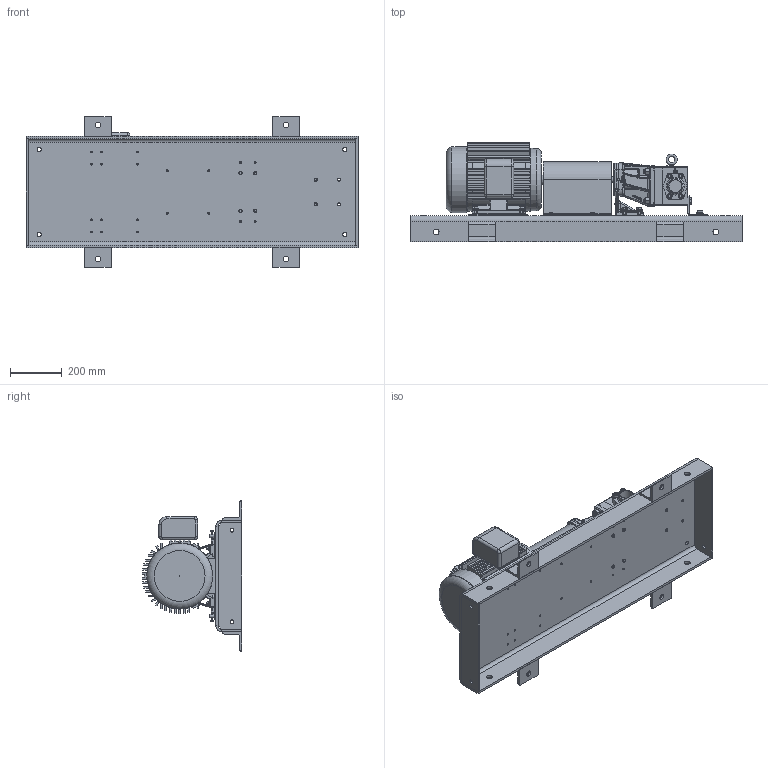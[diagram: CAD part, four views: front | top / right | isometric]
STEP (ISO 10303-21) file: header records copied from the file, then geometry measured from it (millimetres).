
FILE_DESCRIPTION (( 'STEP AP214' ), '1' );
FILE_NAME ('GPV-1013-013-U.STEP', '2016-09-29T13:39:20', ( '' ), ( '' ), 'SwSTEP 2.0', 'SolidWorks 2015', '' );
FILE_SCHEMA (( 'AUTOMOTIVE_DESIGN' ));
Length unit declared in the file: inch
Products named in the file (1): GPV-1013-013-U
Bounding box: 1289.05 x 387.09 x 584.2 mm (x, y, z)
Volume: 34772838.7 mm3; surface area: 4070280.9 mm2
Topology: 118 solids, 118 shells, 4039 faces, 9687 edges, 6161 vertices
Faces by surface type: plane 2334, cylinder 770, cone 470, bspline 386, torus 49, sphere 30
Full cylindrical faces by diameter (mm): 0.496 x1, 5.105 x8, 6.35 x44, 6.528 x12, 7.925 x24, 7.937 x7, 7.938 x1, 7.95 x32, 8.731 x8, 10.439 x8, 10.716 x20, 12.7 x32, 13.487 x14, 14.275 x6, 14.287 x4, 14.288 x4, 15.681 x4, 15.875 x4, 16.637 x1, 17.462 x3, 17.463 x1, 19.05 x15, 22.212 x1, 22.225 x8, 23.647 x1, 25.4 x1, 26.975 x6, 29.972 x1, 31.75 x1, 34.925 x1
Entity records: 239170 total; most frequent: CARTESIAN_POINT 97353, ORIENTED_EDGE 17918, DIRECTION 16621, EDGE_CURVE 8959, VERTEX_POINT 6000, AXIS2_PLACEMENT_3D 5690, LINE 5241, VECTOR 5241
